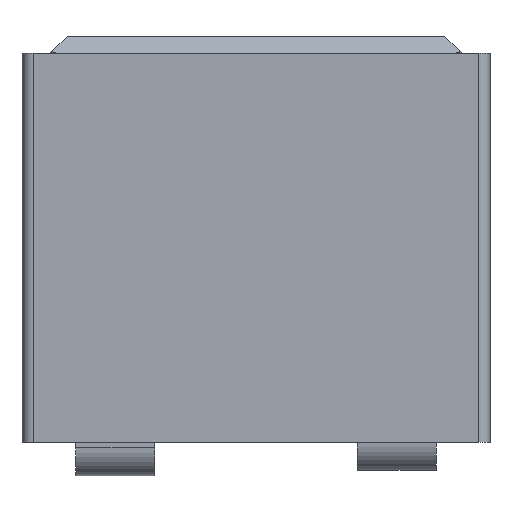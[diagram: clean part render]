
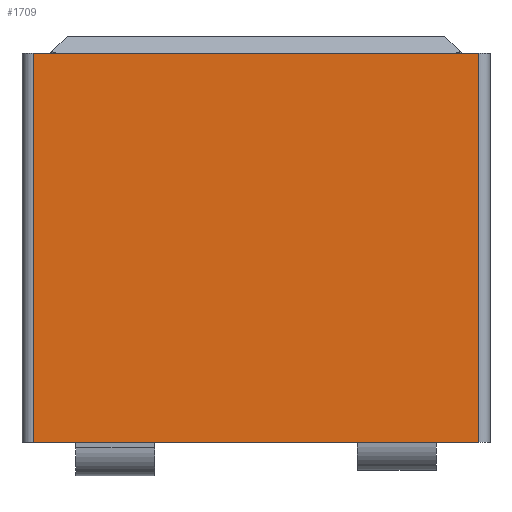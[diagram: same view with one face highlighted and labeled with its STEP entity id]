
A CAD part, left-side view. The second image highlights one B-rep face of the part: STEP entity #1709.
In plain terms, the highlighted planar face has unit normal (-1, 0, 0).
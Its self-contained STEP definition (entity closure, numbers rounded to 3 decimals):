
#71=LINE('',#2404,#153);
#72=LINE('',#2407,#154);
#73=LINE('',#2409,#155);
#74=LINE('',#2411,#156);
#153=VECTOR('',#1918,1000.);
#154=VECTOR('',#1919,1000.);
#155=VECTOR('',#1920,1000.);
#156=VECTOR('',#1921,1000.);
#290=ORIENTED_EDGE('',*,*,#644,.T.);
#291=ORIENTED_EDGE('',*,*,#645,.F.);
#292=ORIENTED_EDGE('',*,*,#646,.T.);
#293=ORIENTED_EDGE('',*,*,#647,.F.);
#644=EDGE_CURVE('',#820,#821,#71,.F.);
#645=EDGE_CURVE('',#822,#821,#72,.T.);
#646=EDGE_CURVE('',#822,#823,#73,.T.);
#647=EDGE_CURVE('',#820,#823,#74,.T.);
#820=VERTEX_POINT('',#2405);
#821=VERTEX_POINT('',#2406);
#822=VERTEX_POINT('',#2408);
#823=VERTEX_POINT('',#2410);
#968=EDGE_LOOP('',(#290,#291,#292,#293));
#1056=FACE_BOUND('',#968,.T.);
#1138=PLANE('',#1793);
#1709=ADVANCED_FACE('',(#1056),#1138,.T.);
#1793=AXIS2_PLACEMENT_3D('',#2403,#1916,#1917);
#1916=DIRECTION('',(-1.,0.,0.));
#1917=DIRECTION('',(0.,-1.,0.));
#1918=DIRECTION('',(0.,0.,-1.));
#1919=DIRECTION('',(0.,-1.,0.));
#1920=DIRECTION('',(0.,0.,-1.));
#1921=DIRECTION('',(0.,1.,0.));
#2403=CARTESIAN_POINT('',(-4.4,-4.15,7.2));
#2404=CARTESIAN_POINT('',(-4.4,-3.95,7.2));
#2405=CARTESIAN_POINT('',(-4.4,-3.95,0.));
#2406=CARTESIAN_POINT('',(-4.4,-3.95,6.9));
#2407=CARTESIAN_POINT('',(-4.4,4.15,6.9));
#2408=CARTESIAN_POINT('',(-4.4,3.95,6.9));
#2409=CARTESIAN_POINT('',(-4.4,3.95,7.2));
#2410=CARTESIAN_POINT('',(-4.4,3.95,0.));
#2411=CARTESIAN_POINT('',(-4.4,-4.15,0.));
